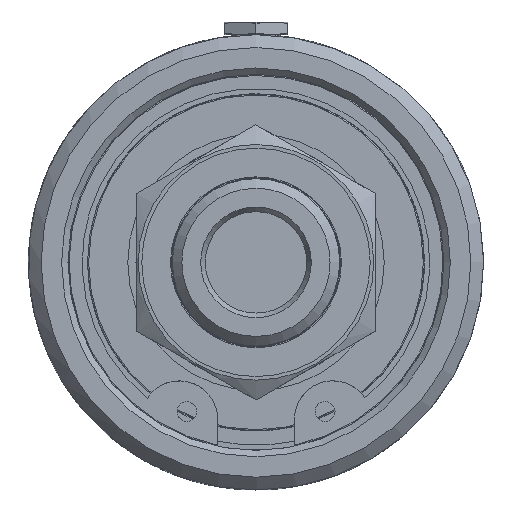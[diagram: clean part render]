
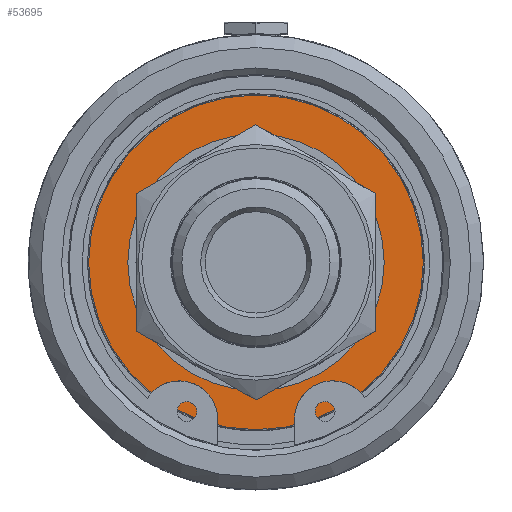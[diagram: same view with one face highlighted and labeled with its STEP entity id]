
A CAD part, left-side view. The second image highlights one B-rep face of the part: STEP entity #53695.
In plain terms, the highlighted planar face has unit normal (-1, 0, 0).
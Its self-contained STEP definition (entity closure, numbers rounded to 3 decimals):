
#53661=CARTESIAN_POINT('',(49.249,16.05,0.));
#53662=VERTEX_POINT('',#53661);
#53663=CARTESIAN_POINT('',(49.249,0.,0.));
#53664=DIRECTION('',(1.0,0.0,0.0));
#53665=DIRECTION('',(0.0,1.0,0.0));
#53666=AXIS2_PLACEMENT_3D('',#53663,#53664,#53665);
#53667=CIRCLE('',#53666,16.05);
#53668=EDGE_CURVE('',#53662,#53662,#53667,.T.);
#53676=CARTESIAN_POINT('',(49.249,18.5,0.));
#53677=DIRECTION('',(-1.0,0.0,0.0));
#53678=DIRECTION('',(0.0,-1.0,0.0));
#53679=AXIS2_PLACEMENT_3D('',#53676,#53677,#53678);
#53680=PLANE('',#53679);
#53681=CARTESIAN_POINT('',(49.249,20.95,0.));
#53682=VERTEX_POINT('',#53681);
#53683=CARTESIAN_POINT('',(49.249,0.,0.));
#53684=DIRECTION('',(1.0,0.0,0.0));
#53685=DIRECTION('',(0.0,1.0,0.0));
#53686=AXIS2_PLACEMENT_3D('',#53683,#53684,#53685);
#53687=CIRCLE('',#53686,20.95);
#53688=EDGE_CURVE('',#53682,#53682,#53687,.T.);
#53689=ORIENTED_EDGE('',*,*,#53688,.F.);
#53690=EDGE_LOOP('',(#53689));
#53691=FACE_OUTER_BOUND('',#53690,.T.);
#53692=ORIENTED_EDGE('',*,*,#53668,.T.);
#53693=EDGE_LOOP('',(#53692));
#53694=FACE_BOUND('',#53693,.T.);
#53695=ADVANCED_FACE('',(#53691,#53694),#53680,.T.);
